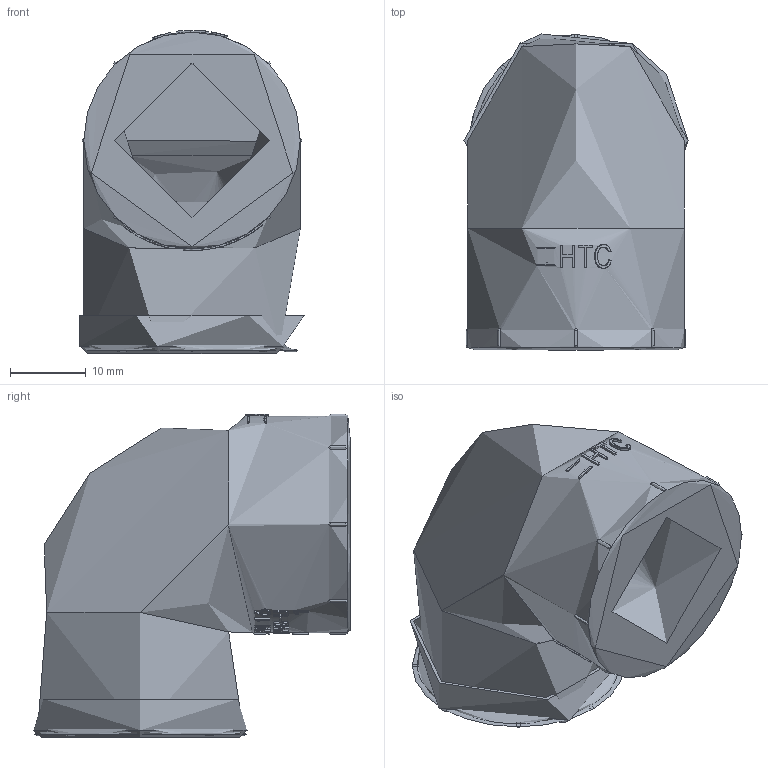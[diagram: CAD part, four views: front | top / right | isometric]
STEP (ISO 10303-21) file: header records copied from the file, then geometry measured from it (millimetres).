
FILE_DESCRIPTION(/* description */ (''),/* implementation_level */ '2;1');
FILE_NAME(/* name */ 'Z6C020020+铁圈.stp',/* time_stamp */ '2025-03-24T09:37:22+08:00',/* author */ (''),/* organization */ (''),/* preprocessor_version */ 'ST-DEVELOPER v16',/* originating_system */ 'SIEMENS PLM Software NX 10.0',/* authorisation */ '');
FILE_SCHEMA (('AUTOMOTIVE_DESIGN { 1 0 10303 214 3 1 1 1 }'));
Length unit declared in the file: millimetre
Products named in the file (1): gelv16D465C6lpbc
Bounding box: 29.5 x 41.63 x 42.6 mm (x, y, z)
Volume: 364 mm3; surface area: 10569 mm2
Topology: 1 solids, 2 shells, 1933 faces, 5566 edges, 3662 vertices
Faces by surface type: bspline 1618, plane 157, cylinder 120, sphere 32, torus 5, cone 1
Full cylindrical faces by diameter (mm): 20.955 x8, 21.8 x1, 24 x1, 28.5 x3, 29.5 x1
Entity records: 112771 total; most frequent: CARTESIAN_POINT 65751, ORIENTED_EDGE 10978, DIRECTION 9450, EDGE_CURVE 5489, AXIS2_PLACEMENT_3D 3771, VERTEX_POINT 3640, ELLIPSE 3191, EDGE_LOOP 2003
